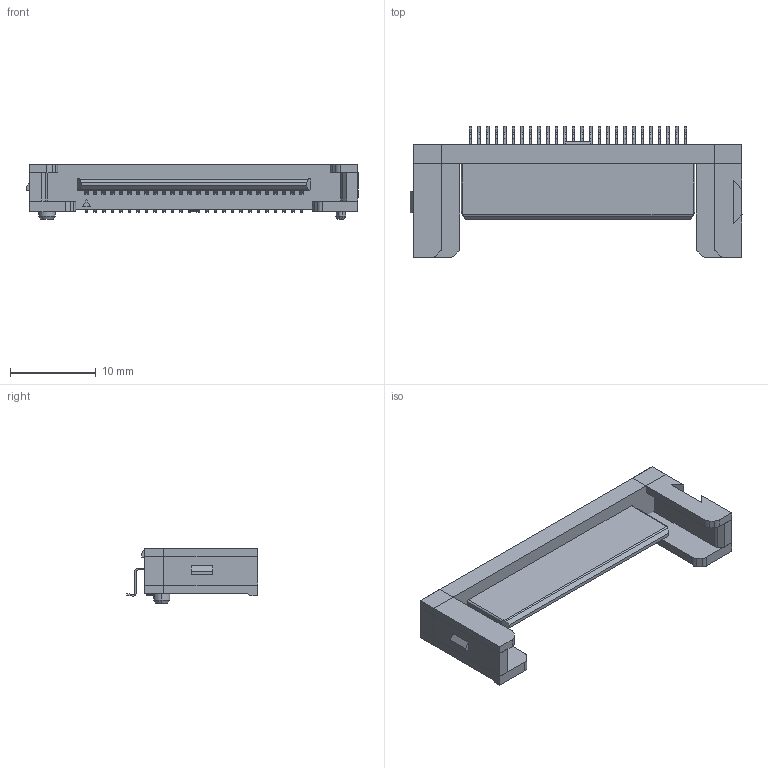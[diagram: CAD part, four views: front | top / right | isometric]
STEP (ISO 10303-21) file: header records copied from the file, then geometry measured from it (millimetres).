
FILE_DESCRIPTION((''),'2;1');
FILE_NAME('FCI_10053826-100ABTLF.stp','2013-05-06T13:06:57',(''),(''),'Mechanical Desktop 2011','Mechanical Desktop 2011',', , ');
FILE_SCHEMA(('AUTOMOTIVE_DESIGN { 1 2 10303 214 1 1 1 1 }'));
Length unit declared in the file: millimetre
Products named in the file (1): Product
Bounding box: 38.65 x 15.25 x 6.4 mm (x, y, z)
Volume: 1033.7 mm3; surface area: 2178 mm2
Topology: 67 solids, 67 shells, 825 faces, 2048 edges, 1360 vertices
Faces by surface type: plane 583, cylinder 185, bspline 45, cone 12
Entity records: 24467 total; most frequent: CARTESIAN_POINT 4521, ORIENTED_EDGE 4096, DIRECTION 4012, EDGE_CURVE 2048, VECTOR 1638, LINE 1638, VERTEX_POINT 1360, AXIS2_PLACEMENT_3D 1187
